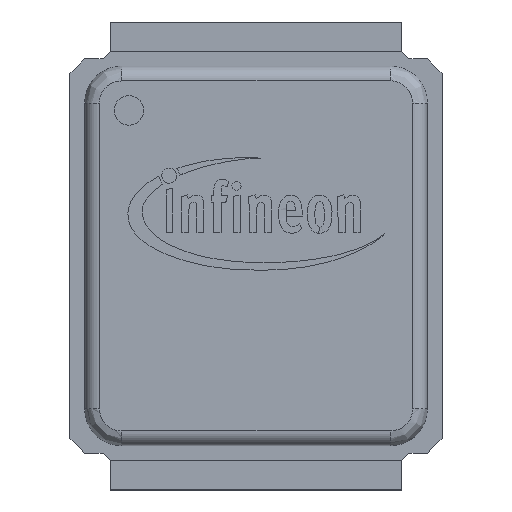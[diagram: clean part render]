
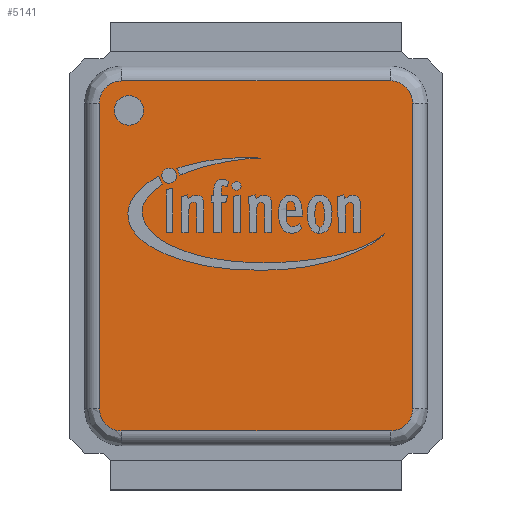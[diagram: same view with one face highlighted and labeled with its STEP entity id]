
A CAD part, top view. The second image highlights one B-rep face of the part: STEP entity #5141.
In plain terms, the highlighted planar face has unit normal (0, 0, 1).
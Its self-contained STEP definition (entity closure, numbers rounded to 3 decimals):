
#110 = CARTESIAN_POINT ( 'NONE',  ( 4.65, 1.1, 0.7 ) ) ;
#142 = CARTESIAN_POINT ( 'NONE',  ( 0.7, 5.55, 0.7 ) ) ;
#212 = CARTESIAN_POINT ( 'NONE',  ( 0.502, 0.874, 0.7 ) ) ;
#475 = CARTESIAN_POINT ( 'NONE',  ( 0.429, 5.38, 0.7 ) ) ;
#501 = VECTOR ( 'NONE', #1694, 1000. ) ;
#1110 = CARTESIAN_POINT ( 'NONE',  ( 4.35, 0.8, 0.7 ) ) ;
#1144 = LINE ( 'NONE', #18192, #15686 ) ;
#1164 = EDGE_CURVE ( 'NONE', #13163, #3696, #1611, .T. ) ;
#1611 = B_SPLINE_CURVE_WITH_KNOTS ( 'NONE', 3,
 ( #12022, #12773, #16253, #4445, #15938, #9150, #15759, #14118, #8452, #4889 ),
 .UNSPECIFIED., .F., .F.,
 ( 4, 2, 2, 2, 4 ),
 ( 0., 0.5, 0.625, 0.75, 1. ),
 .UNSPECIFIED. ) ;
#1639 = CARTESIAN_POINT ( 'NONE',  ( 0.553, 0.838, 0.7 ) ) ;
#1694 = DIRECTION ( 'NONE',  ( 0., 1., 0. ) ) ;
#1695 = ORIENTED_EDGE ( 'NONE', *, *, #16090, .T. ) ;
#1851 = VERTEX_POINT ( 'NONE', #7679 ) ;
#1890 = CARTESIAN_POINT ( 'NONE',  ( 0.4, 5.29, 0.7 ) ) ;
#1940 = EDGE_CURVE ( 'NONE', #17056, #17146, #4515, .T. ) ;
#2360 = EDGE_CURVE ( 'NONE', #3696, #7742, #14744, .T. ) ;
#2646 = EDGE_CURVE ( 'NONE', #1851, #10008, #9879, .T. ) ;
#2738 = DIRECTION ( 'NONE',  ( 1., 0., 0. ) ) ;
#3044 = CARTESIAN_POINT ( 'NONE',  ( 0.622, 0.808, 0.7 ) ) ;
#3240 = CARTESIAN_POINT ( 'NONE',  ( 0.617, 5.549, 0.7 ) ) ;
#3696 = VERTEX_POINT ( 'NONE', #8453 ) ;
#3939 = CARTESIAN_POINT ( 'NONE',  ( 4.433, 0.801, 0.7 ) ) ;
#4266 = CARTESIAN_POINT ( 'NONE',  ( 0.4, 1.1, 0.7 ) ) ;
#4276 = EDGE_CURVE ( 'NONE', #7589, #17056, #1144, .T. ) ;
#4425 = DIRECTION ( 'NONE',  ( 0., 0., 1. ) ) ;
#4445 = CARTESIAN_POINT ( 'NONE',  ( 4.548, 5.476, 0.7 ) ) ;
#4499 = CARTESIAN_POINT ( 'NONE',  ( 0.7, 0.8, 0.7 ) ) ;
#4515 = B_SPLINE_CURVE_WITH_KNOTS ( 'NONE', 3,
 ( #1110, #3939, #5394, #11342, #15758, #7344, #5757, #17001, #8574, #110 ),
 .UNSPECIFIED., .F., .F.,
 ( 4, 2, 2, 2, 4 ),
 ( 0., 0.5, 0.625, 0.75, 1. ),
 .UNSPECIFIED. ) ;
#4617 = CARTESIAN_POINT ( 'NONE',  ( 0., 5.55, 0.7 ) ) ;
#4850 = FACE_OUTER_BOUND ( 'NONE', #6311, .T. ) ;
#4889 = CARTESIAN_POINT ( 'NONE',  ( 4.35, 5.55, 0.7 ) ) ;
#5141 = ADVANCED_FACE ( 'NONE', ( #4850 ), #14217, .T. ) ;
#5224 = ORIENTED_EDGE ( 'NONE', *, *, #14868, .T. ) ;
#5394 = CARTESIAN_POINT ( 'NONE',  ( 4.505, 0.832, 0.7 ) ) ;
#5530 = CARTESIAN_POINT ( 'NONE',  ( 4.35, 0.8, 0.7 ) ) ;
#5757 = CARTESIAN_POINT ( 'NONE',  ( 4.621, 0.97, 0.7 ) ) ;
#5944 = CARTESIAN_POINT ( 'NONE',  ( 0.4, 5.65, 0.7 ) ) ;
#6064 = DIRECTION ( 'NONE',  ( -1., 0., 0. ) ) ;
#6311 = EDGE_LOOP ( 'NONE', ( #12714, #1695, #9271, #5224, #14549, #15418, #6811, #13475 ) ) ;
#6811 = ORIENTED_EDGE ( 'NONE', *, *, #7771, .T. ) ;
#7267 = CARTESIAN_POINT ( 'NONE',  ( 0.4, 1.1, 0.7 ) ) ;
#7344 = CARTESIAN_POINT ( 'NONE',  ( 4.612, 0.953, 0.7 ) ) ;
#7517 = CARTESIAN_POINT ( 'NONE',  ( 0.474, 5.448, 0.7 ) ) ;
#7589 = VERTEX_POINT ( 'NONE', #12501 ) ;
#7679 = CARTESIAN_POINT ( 'NONE',  ( 0.4, 5.25, 0.7 ) ) ;
#7742 = VERTEX_POINT ( 'NONE', #142 ) ;
#7771 = EDGE_CURVE ( 'NONE', #17146, #13163, #11307, .T. ) ;
#8452 = CARTESIAN_POINT ( 'NONE',  ( 4.39, 5.55, 0.7 ) ) ;
#8453 = CARTESIAN_POINT ( 'NONE',  ( 4.35, 5.55, 0.7 ) ) ;
#8574 = CARTESIAN_POINT ( 'NONE',  ( 4.65, 1.06, 0.7 ) ) ;
#8614 = AXIS2_PLACEMENT_3D ( 'NONE', #12876, #4425, #14279 ) ;
#8694 = CARTESIAN_POINT ( 'NONE',  ( 0.432, 0.945, 0.7 ) ) ;
#8956 = CARTESIAN_POINT ( 'NONE',  ( 0.438, 5.397, 0.7 ) ) ;
#9150 = CARTESIAN_POINT ( 'NONE',  ( 4.497, 5.512, 0.7 ) ) ;
#9271 = ORIENTED_EDGE ( 'NONE', *, *, #2646, .T. ) ;
#9332 = B_SPLINE_CURVE_WITH_KNOTS ( 'NONE', 3,
 ( #10296, #3240, #15932, #7517, #17368, #8956, #475, #10347, #1890, #11782 ),
 .UNSPECIFIED., .F., .F.,
 ( 4, 2, 2, 2, 4 ),
 ( 0., 0.5, 0.625, 0.75, 1. ),
 .UNSPECIFIED. ) ;
#9445 = VECTOR ( 'NONE', #14050, 1000. ) ;
#9879 = LINE ( 'NONE', #5944, #9445 ) ;
#10008 = VERTEX_POINT ( 'NONE', #4266 ) ;
#10104 = CARTESIAN_POINT ( 'NONE',  ( 0.518, 0.861, 0.7 ) ) ;
#10152 = CARTESIAN_POINT ( 'NONE',  ( 4.65, 5.65, 0.7 ) ) ;
#10296 = CARTESIAN_POINT ( 'NONE',  ( 0.7, 5.55, 0.7 ) ) ;
#10347 = CARTESIAN_POINT ( 'NONE',  ( 0.408, 5.328, 0.7 ) ) ;
#11307 = LINE ( 'NONE', #10152, #501 ) ;
#11342 = CARTESIAN_POINT ( 'NONE',  ( 4.576, 0.902, 0.7 ) ) ;
#11518 = CARTESIAN_POINT ( 'NONE',  ( 0.57, 0.829, 0.7 ) ) ;
#11782 = CARTESIAN_POINT ( 'NONE',  ( 0.4, 5.25, 0.7 ) ) ;
#12022 = CARTESIAN_POINT ( 'NONE',  ( 4.65, 5.25, 0.7 ) ) ;
#12393 = B_SPLINE_CURVE_WITH_KNOTS ( 'NONE', 3,
 ( #7267, #17113, #8694, #212, #10104, #1639, #11518, #3044, #12953, #4499 ),
 .UNSPECIFIED., .F., .F.,
 ( 4, 2, 2, 2, 4 ),
 ( 0., 0.5, 0.625, 0.75, 1. ),
 .UNSPECIFIED. ) ;
#12501 = CARTESIAN_POINT ( 'NONE',  ( 0.7, 0.8, 0.7 ) ) ;
#12714 = ORIENTED_EDGE ( 'NONE', *, *, #2360, .T. ) ;
#12773 = CARTESIAN_POINT ( 'NONE',  ( 4.649, 5.333, 0.7 ) ) ;
#12876 = CARTESIAN_POINT ( 'NONE',  ( 0., 5.65, 0.7 ) ) ;
#12953 = CARTESIAN_POINT ( 'NONE',  ( 0.66, 0.8, 0.7 ) ) ;
#13163 = VERTEX_POINT ( 'NONE', #16025 ) ;
#13475 = ORIENTED_EDGE ( 'NONE', *, *, #1164, .T. ) ;
#14050 = DIRECTION ( 'NONE',  ( 0., -1., 0. ) ) ;
#14118 = CARTESIAN_POINT ( 'NONE',  ( 4.428, 5.542, 0.7 ) ) ;
#14217 = PLANE ( 'NONE',  #8614 ) ;
#14279 = DIRECTION ( 'NONE',  ( 1., 0., 0. ) ) ;
#14312 = VECTOR ( 'NONE', #6064, 1000. ) ;
#14549 = ORIENTED_EDGE ( 'NONE', *, *, #4276, .T. ) ;
#14744 = LINE ( 'NONE', #4617, #14312 ) ;
#14868 = EDGE_CURVE ( 'NONE', #10008, #7589, #12393, .T. ) ;
#15418 = ORIENTED_EDGE ( 'NONE', *, *, #1940, .T. ) ;
#15520 = CARTESIAN_POINT ( 'NONE',  ( 4.65, 1.1, 0.7 ) ) ;
#15686 = VECTOR ( 'NONE', #2738, 1000. ) ;
#15758 = CARTESIAN_POINT ( 'NONE',  ( 4.589, 0.918, 0.7 ) ) ;
#15759 = CARTESIAN_POINT ( 'NONE',  ( 4.48, 5.521, 0.7 ) ) ;
#15932 = CARTESIAN_POINT ( 'NONE',  ( 0.545, 5.518, 0.7 ) ) ;
#15938 = CARTESIAN_POINT ( 'NONE',  ( 4.532, 5.489, 0.7 ) ) ;
#16025 = CARTESIAN_POINT ( 'NONE',  ( 4.65, 5.25, 0.7 ) ) ;
#16090 = EDGE_CURVE ( 'NONE', #7742, #1851, #9332, .T. ) ;
#16253 = CARTESIAN_POINT ( 'NONE',  ( 4.618, 5.405, 0.7 ) ) ;
#17001 = CARTESIAN_POINT ( 'NONE',  ( 4.642, 1.022, 0.7 ) ) ;
#17056 = VERTEX_POINT ( 'NONE', #5530 ) ;
#17113 = CARTESIAN_POINT ( 'NONE',  ( 0.401, 1.017, 0.7 ) ) ;
#17146 = VERTEX_POINT ( 'NONE', #15520 ) ;
#17368 = CARTESIAN_POINT ( 'NONE',  ( 0.461, 5.432, 0.7 ) ) ;
#18192 = CARTESIAN_POINT ( 'NONE',  ( 0., 0.8, 0.7 ) ) ;
